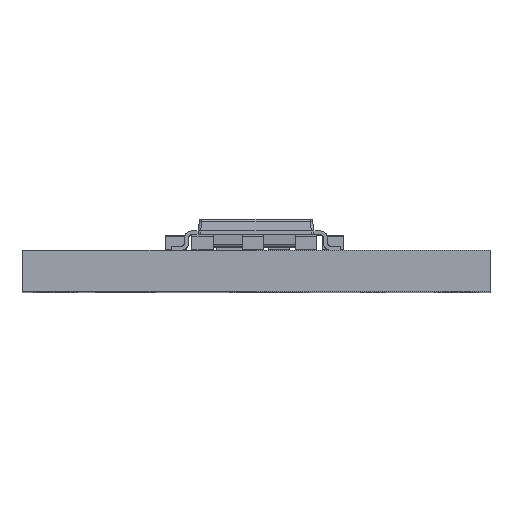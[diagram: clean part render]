
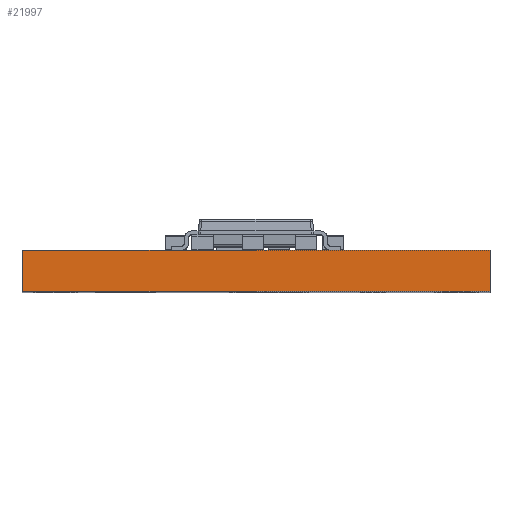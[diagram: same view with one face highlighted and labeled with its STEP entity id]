
A CAD part, top view. The second image highlights one B-rep face of the part: STEP entity #21997.
In plain terms, the highlighted planar face has unit normal (0, 0, 1).
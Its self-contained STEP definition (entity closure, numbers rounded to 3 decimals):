
#2729 = VERTEX_POINT ( 'NONE', #29379 ) ;
#2883 = CARTESIAN_POINT ( 'NONE',  ( -8.89, -1.57, 15.24 ) ) ;
#6708 = LINE ( 'NONE', #17443, #27545 ) ;
#9415 = CARTESIAN_POINT ( 'NONE',  ( 8.89, -1.57, 15.24 ) ) ;
#9747 = CARTESIAN_POINT ( 'NONE',  ( 8.89, 0., 15.24 ) ) ;
#10376 = EDGE_LOOP ( 'NONE', ( #15382, #15121, #13600, #25764 ) ) ;
#10567 = EDGE_CURVE ( 'NONE', #26417, #2729, #19846, .T. ) ;
#10581 = LINE ( 'NONE', #9415, #20783 ) ;
#10706 = VERTEX_POINT ( 'NONE', #23577 ) ;
#11130 = AXIS2_PLACEMENT_3D ( 'NONE', #23656, #21151, #25533 ) ;
#11154 = DIRECTION ( 'NONE',  ( 1., 0., 0. ) ) ;
#12341 = FACE_OUTER_BOUND ( 'NONE', #10376, .T. ) ;
#13600 = ORIENTED_EDGE ( 'NONE', *, *, #28330, .T. ) ;
#13788 = DIRECTION ( 'NONE',  ( 1., 0., 0. ) ) ;
#14028 = EDGE_CURVE ( 'NONE', #10706, #2729, #21639, .T. ) ;
#14137 = PLANE ( 'NONE',  #11130 ) ;
#14827 = CARTESIAN_POINT ( 'NONE',  ( 8.89, -1.57, 15.24 ) ) ;
#15121 = ORIENTED_EDGE ( 'NONE', *, *, #27431, .F. ) ;
#15382 = ORIENTED_EDGE ( 'NONE', *, *, #14028, .F. ) ;
#15575 = DIRECTION ( 'NONE',  ( 0., 1., 0. ) ) ;
#17443 = CARTESIAN_POINT ( 'NONE',  ( -8.89, -1.57, 15.24 ) ) ;
#19846 = LINE ( 'NONE', #25056, #29780 ) ;
#19922 = DIRECTION ( 'NONE',  ( 0., 1., 0. ) ) ;
#20675 = VECTOR ( 'NONE', #13788, 1000. ) ;
#20783 = VECTOR ( 'NONE', #11154, 1000. ) ;
#21151 = DIRECTION ( 'NONE',  ( 0., 0., 1. ) ) ;
#21639 = LINE ( 'NONE', #9747, #20675 ) ;
#21997 = ADVANCED_FACE ( 'NONE', ( #12341 ), #14137, .T. ) ;
#23577 = CARTESIAN_POINT ( 'NONE',  ( -8.89, 0., 15.24 ) ) ;
#23656 = CARTESIAN_POINT ( 'NONE',  ( 8.89, -1.57, 15.24 ) ) ;
#24677 = VERTEX_POINT ( 'NONE', #2883 ) ;
#25056 = CARTESIAN_POINT ( 'NONE',  ( 8.89, -1.57, 15.24 ) ) ;
#25533 = DIRECTION ( 'NONE',  ( 1., 0., 0. ) ) ;
#25764 = ORIENTED_EDGE ( 'NONE', *, *, #10567, .T. ) ;
#26417 = VERTEX_POINT ( 'NONE', #14827 ) ;
#27431 = EDGE_CURVE ( 'NONE', #24677, #10706, #6708, .T. ) ;
#27545 = VECTOR ( 'NONE', #19922, 1000. ) ;
#28330 = EDGE_CURVE ( 'NONE', #24677, #26417, #10581, .T. ) ;
#29379 = CARTESIAN_POINT ( 'NONE',  ( 8.89, 0., 15.24 ) ) ;
#29780 = VECTOR ( 'NONE', #15575, 1000. ) ;
